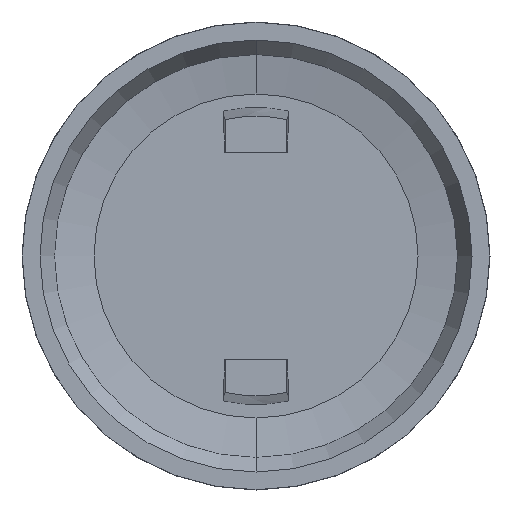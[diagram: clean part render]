
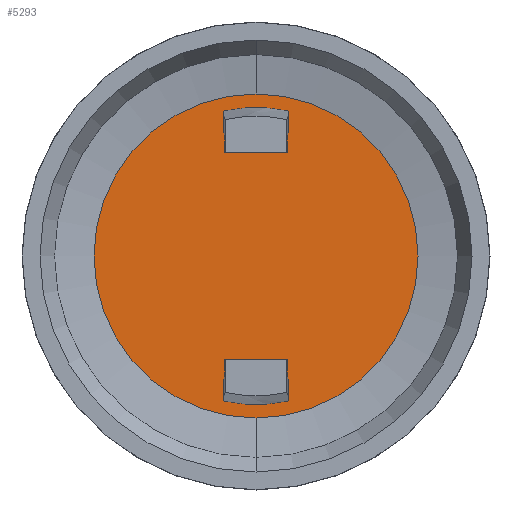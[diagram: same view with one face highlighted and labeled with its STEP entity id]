
A CAD part, front view. The second image highlights one B-rep face of the part: STEP entity #5293.
In plain terms, the highlighted planar face has unit normal (0, -1, 0).
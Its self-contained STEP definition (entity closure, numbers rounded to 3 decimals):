
#2680=CARTESIAN_POINT('',(0.,39.,18.));
#2681=DIRECTION('',(0.,1.,0.));
#2682=DIRECTION('',(0.,0.,-1.));
#2683=AXIS2_PLACEMENT_3D('',#2680,#2681,#2682);
#2688=CARTESIAN_POINT('',(0.,39.,18.));
#2689=DIRECTION('',(0.,-1.,0.));
#2690=DIRECTION('',(0.,0.,-1.));
#2691=AXIS2_PLACEMENT_3D('',#2688,#2689,#2690);
#2696=DIRECTION('',(0.,0.,-1.));
#2697=VECTOR('',#2696,1.201);
#2698=CARTESIAN_POINT('',(-1.8,39.,26.051));
#2699=LINE('',#2698,#2697);
#2703=DIRECTION('',(1.,0.,0.));
#2704=VECTOR('',#2703,3.6);
#2705=CARTESIAN_POINT('',(-1.8,39.,24.85));
#2706=LINE('',#2705,#2704);
#2710=DIRECTION('',(0.,0.,-1.));
#2711=VECTOR('',#2710,1.201);
#2712=CARTESIAN_POINT('',(1.8,39.,26.051));
#2713=LINE('',#2712,#2711);
#2717=DIRECTION('',(0.,0.,-1.));
#2718=VECTOR('',#2717,1.201);
#2719=CARTESIAN_POINT('',(-1.8,39.,11.15));
#2720=LINE('',#2719,#2718);
#2724=DIRECTION('',(0.,0.,-1.));
#2725=VECTOR('',#2724,1.201);
#2726=CARTESIAN_POINT('',(1.8,39.,11.15));
#2727=LINE('',#2726,#2725);
#2731=DIRECTION('',(1.,0.,0.));
#2732=VECTOR('',#2731,3.6);
#2733=CARTESIAN_POINT('',(-1.8,39.,11.15));
#2734=LINE('',#2733,#2732);
#2738=CARTESIAN_POINT('',(0.,39.,18.));
#2739=DIRECTION('',(0.,1.,0.));
#2740=DIRECTION('',(0.218,0.,-0.976));
#2741=AXIS2_PLACEMENT_3D('',#2738,#2739,#2740);
#2762=CARTESIAN_POINT('',(0.,39.,18.));
#2763=DIRECTION('',(0.,1.,0.));
#2764=DIRECTION('',(-0.218,0.,0.976));
#2765=AXIS2_PLACEMENT_3D('',#2762,#2763,#2764);
#2770=CARTESIAN_POINT('',(-1.8,39.,26.051));
#2813=CARTESIAN_POINT('',(-1.8,39.,9.949));
#2846=CARTESIAN_POINT('',(1.8,39.,9.949));
#2889=CARTESIAN_POINT('',(1.8,39.,26.051));
#2964=CARTESIAN_POINT('',(0.,39.,9.));
#2966=VERTEX_POINT('',#2964);
#2970=CARTESIAN_POINT('',(0.,39.,27.));
#2972=VERTEX_POINT('',#2970);
#3008=CARTESIAN_POINT('',(-1.8,39.,24.85));
#3009=VERTEX_POINT('',#3008);
#3010=CARTESIAN_POINT('',(-1.8,39.,11.15));
#3011=VERTEX_POINT('',#3010);
#3012=CARTESIAN_POINT('',(1.8,39.,24.85));
#3013=VERTEX_POINT('',#3012);
#3014=CARTESIAN_POINT('',(1.8,39.,11.15));
#3015=VERTEX_POINT('',#3014);
#3016=VERTEX_POINT('',#2770);
#3019=VERTEX_POINT('',#2813);
#3020=VERTEX_POINT('',#2846);
#3023=VERTEX_POINT('',#2889);
#5264=CARTESIAN_POINT('',(0.,39.,18.));
#5265=DIRECTION('',(0.,-1.,0.));
#5266=DIRECTION('',(0.,0.,1.));
#5267=AXIS2_PLACEMENT_3D('',#5264,#5265,#5266);
#5268=PLANE('',#5267);
#5269=ORIENTED_EDGE('',*,*,#5246,.T.);
#5270=ORIENTED_EDGE('',*,*,#5257,.F.);
#5271=EDGE_LOOP('',(#5269,#5270));
#5272=FACE_OUTER_BOUND('',#5271,.F.);
#5274=ORIENTED_EDGE('',*,*,#5273,.F.);
#5276=ORIENTED_EDGE('',*,*,#5275,.T.);
#5278=ORIENTED_EDGE('',*,*,#5277,.T.);
#5280=ORIENTED_EDGE('',*,*,#5279,.F.);
#5281=EDGE_LOOP('',(#5274,#5276,#5278,#5280));
#5282=FACE_BOUND('',#5281,.F.);
#5284=ORIENTED_EDGE('',*,*,#5283,.T.);
#5286=ORIENTED_EDGE('',*,*,#5285,.F.);
#5288=ORIENTED_EDGE('',*,*,#5287,.F.);
#5290=ORIENTED_EDGE('',*,*,#5289,.F.);
#5291=EDGE_LOOP('',(#5284,#5286,#5288,#5290));
#5292=FACE_BOUND('',#5291,.F.);
#5293=ADVANCED_FACE('',(#5272,#5282,#5292),#5268,.T.);
#2684=CIRCLE('',#2683,9.);
#2692=CIRCLE('',#2691,9.);
#2742=CIRCLE('',#2741,8.25);
#2766=CIRCLE('',#2765,8.25);
#5246=EDGE_CURVE('',#2966,#2972,#2684,.T.);
#5257=EDGE_CURVE('',#2966,#2972,#2692,.T.);
#5273=EDGE_CURVE('',#3016,#3023,#2766,.T.);
#5275=EDGE_CURVE('',#3016,#3009,#2699,.T.);
#5277=EDGE_CURVE('',#3009,#3013,#2706,.T.);
#5279=EDGE_CURVE('',#3023,#3013,#2713,.T.);
#5283=EDGE_CURVE('',#3011,#3019,#2720,.T.);
#5285=EDGE_CURVE('',#3020,#3019,#2742,.T.);
#5287=EDGE_CURVE('',#3015,#3020,#2727,.T.);
#5289=EDGE_CURVE('',#3011,#3015,#2734,.T.);
